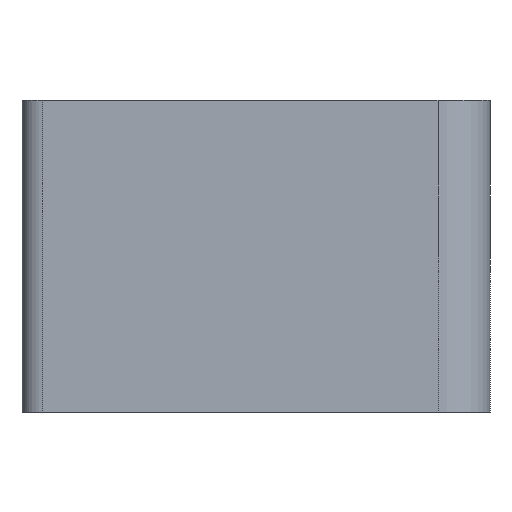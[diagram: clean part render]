
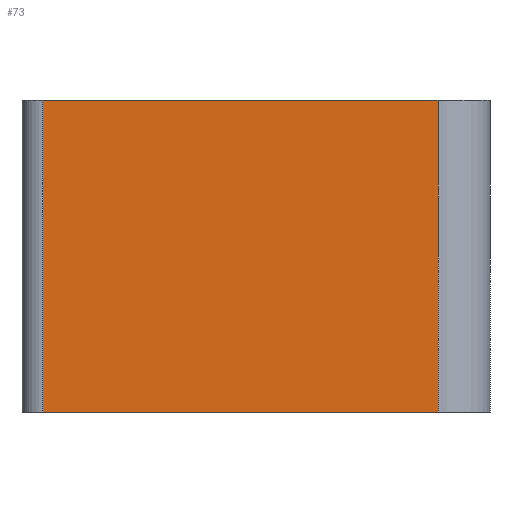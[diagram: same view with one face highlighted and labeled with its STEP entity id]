
A CAD part, left-side view. The second image highlights one B-rep face of the part: STEP entity #73.
In plain terms, the highlighted planar face has unit normal (-1, 0, 0).
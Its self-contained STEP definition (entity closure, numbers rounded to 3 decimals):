
#43 = CARTESIAN_POINT ( 'NONE',  ( 0., 0., 30. ) ) ;
#45 = CARTESIAN_POINT ( 'NONE',  ( 0., 5., 30. ) ) ;
#73 = ADVANCED_FACE ( 'NONE', ( #302 ), #552, .F. ) ;
#84 = LINE ( 'NONE', #43, #136 ) ;
#87 = DIRECTION ( 'NONE',  ( 0., 0., -1. ) ) ;
#108 = CARTESIAN_POINT ( 'NONE',  ( 0., 43., 0. ) ) ;
#123 = EDGE_LOOP ( 'NONE', ( #694, #225, #283, #339 ) ) ;
#133 = DIRECTION ( 'NONE',  ( 0., -1., 0. ) ) ;
#136 = VECTOR ( 'NONE', #270, 1000. ) ;
#140 = VERTEX_POINT ( 'NONE', #601 ) ;
#148 = AXIS2_PLACEMENT_3D ( 'NONE', #439, #430, #87 ) ;
#165 = EDGE_CURVE ( 'NONE', #140, #239, #84, .T. ) ;
#173 = VERTEX_POINT ( 'NONE', #108 ) ;
#183 = LINE ( 'NONE', #184, #560 ) ;
#184 = CARTESIAN_POINT ( 'NONE',  ( 0., 0., 0. ) ) ;
#225 = ORIENTED_EDGE ( 'NONE', *, *, #226, .T. ) ;
#226 = EDGE_CURVE ( 'NONE', #393, #239, #269, .T. ) ;
#239 = VERTEX_POINT ( 'NONE', #268 ) ;
#265 = EDGE_CURVE ( 'NONE', #140, #173, #389, .T. ) ;
#268 = CARTESIAN_POINT ( 'NONE',  ( 0., 5., 30. ) ) ;
#269 = LINE ( 'NONE', #45, #462 ) ;
#270 = DIRECTION ( 'NONE',  ( 0., -1., 0. ) ) ;
#283 = ORIENTED_EDGE ( 'NONE', *, *, #165, .F. ) ;
#302 = FACE_OUTER_BOUND ( 'NONE', #123, .T. ) ;
#334 = DIRECTION ( 'NONE',  ( 0., 0., 1. ) ) ;
#339 = ORIENTED_EDGE ( 'NONE', *, *, #265, .T. ) ;
#351 = VECTOR ( 'NONE', #674, 1000. ) ;
#389 = LINE ( 'NONE', #669, #351 ) ;
#393 = VERTEX_POINT ( 'NONE', #456 ) ;
#430 = DIRECTION ( 'NONE',  ( 1., 0., 0. ) ) ;
#439 = CARTESIAN_POINT ( 'NONE',  ( 0., 0., 30. ) ) ;
#456 = CARTESIAN_POINT ( 'NONE',  ( 0., 5., 0. ) ) ;
#462 = VECTOR ( 'NONE', #334, 1000. ) ;
#552 = PLANE ( 'NONE',  #148 ) ;
#560 = VECTOR ( 'NONE', #133, 1000. ) ;
#601 = CARTESIAN_POINT ( 'NONE',  ( 0., 43., 30. ) ) ;
#623 = EDGE_CURVE ( 'NONE', #173, #393, #183, .T. ) ;
#669 = CARTESIAN_POINT ( 'NONE',  ( 0., 43., 30. ) ) ;
#674 = DIRECTION ( 'NONE',  ( 0., 0., -1. ) ) ;
#694 = ORIENTED_EDGE ( 'NONE', *, *, #623, .T. ) ;
